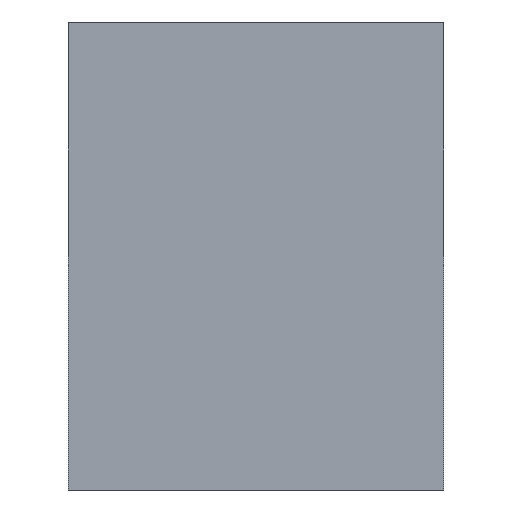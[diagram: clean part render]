
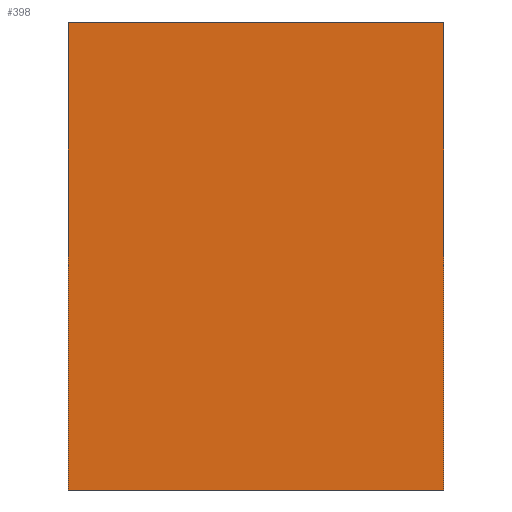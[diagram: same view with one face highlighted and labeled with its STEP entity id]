
A CAD part, left-side view. The second image highlights one B-rep face of the part: STEP entity #398.
In plain terms, the highlighted planar face has unit normal (-1, 0, 0).
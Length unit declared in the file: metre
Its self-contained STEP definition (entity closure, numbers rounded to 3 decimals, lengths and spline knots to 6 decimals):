
#26=LINE('',#589,#65);
#50=LINE('',#682,#89);
#52=LINE('',#686,#91);
#53=LINE('',#687,#92);
#65=VECTOR('',#472,1.);
#89=VECTOR('',#532,1.);
#91=VECTOR('',#536,1.);
#92=VECTOR('',#537,1.);
#151=ORIENTED_EDGE('',*,*,#248,.F.);
#152=ORIENTED_EDGE('',*,*,#211,.F.);
#153=ORIENTED_EDGE('',*,*,#249,.T.);
#154=ORIENTED_EDGE('',*,*,#246,.T.);
#211=EDGE_CURVE('',#264,#262,#26,.T.);
#246=EDGE_CURVE('',#291,#290,#50,.T.);
#248=EDGE_CURVE('',#262,#290,#52,.T.);
#249=EDGE_CURVE('',#264,#291,#53,.T.);
#262=VERTEX_POINT('',#584);
#264=VERTEX_POINT('',#588);
#290=VERTEX_POINT('',#681);
#291=VERTEX_POINT('',#683);
#323=EDGE_LOOP('',(#151,#152,#153,#154));
#356=FACE_BOUND('',#323,.T.);
#380=PLANE('',#444);
#398=ADVANCED_FACE('',(#356),#380,.T.);
#444=AXIS2_PLACEMENT_3D('',#685,#534,#535);
#472=DIRECTION('',(0.,1.,0.));
#532=DIRECTION('',(0.,1.,0.));
#534=DIRECTION('',(-1.,0.,0.));
#535=DIRECTION('',(0.,0.,1.));
#536=DIRECTION('',(0.,0.,1.));
#537=DIRECTION('',(0.,0.,1.));
#584=CARTESIAN_POINT('',(-0.0575,0.0075,-0.0217));
#588=CARTESIAN_POINT('',(-0.0575,-0.0075,-0.0217));
#589=CARTESIAN_POINT('',(-0.0575,-0.0075,-0.0217));
#681=CARTESIAN_POINT('',(-0.0575,0.0075,-0.003));
#682=CARTESIAN_POINT('',(-0.0575,-0.0075,-0.003));
#683=CARTESIAN_POINT('',(-0.0575,-0.0075,-0.003));
#685=CARTESIAN_POINT('',(-0.0575,-0.0075,-0.01235));
#686=CARTESIAN_POINT('',(-0.0575,0.0075,-0.01235));
#687=CARTESIAN_POINT('',(-0.0575,-0.0075,-0.01235));
